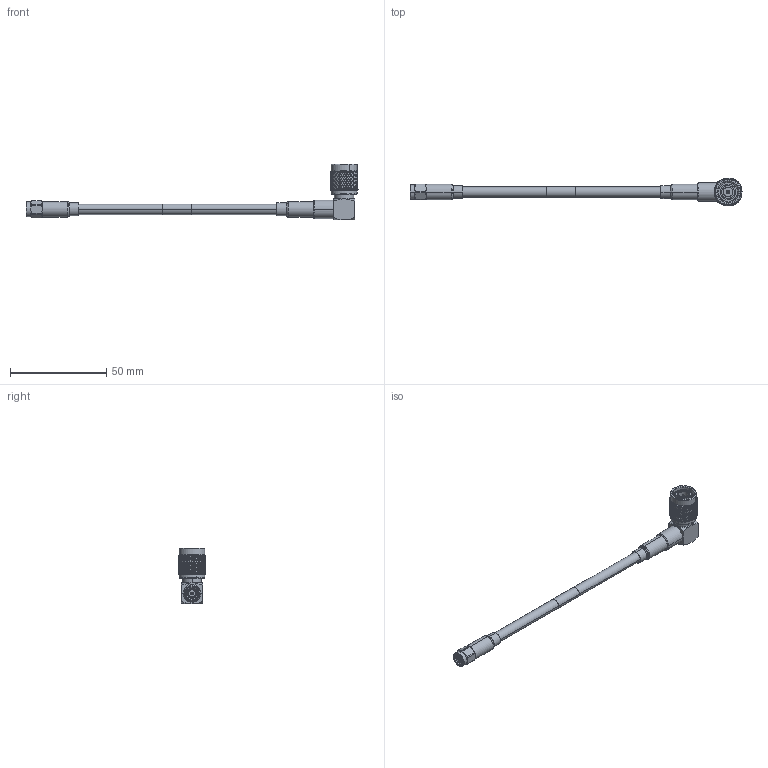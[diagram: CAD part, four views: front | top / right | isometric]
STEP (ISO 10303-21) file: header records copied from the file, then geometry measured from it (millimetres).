
FILE_DESCRIPTION (( 'STEP AP203' ), '1' );
FILE_NAME ('FMCA2730.STEP', '2022-03-09T17:49:26', ( '' ), ( '' ), 'SwSTEP 2.0', 'SolidWorks 2021', '' );
FILE_SCHEMA (( 'CONFIG_CONTROL_DESIGN' ));
Length unit declared in the file: millimetre
Products named in the file (8): SC7050-MA1; SC7050-MA3_SC7050 -RG223; SC4264_1; FMCA2730; RG223_with label; SC7050_SC7050 -RG223; SC7059-MA2; CA-240-MA1_.75" Long
Assembly tree (8 placements, depth 3):
  FMCA2730
    RG223_with label
    SC7050_SC7050 -RG223
      SC7050-MA1
      SC7059-MA2
      SC7050-MA3_SC7050 -RG223
    CA-240-MA1_.75" Long  x2
    SC4264_1
Bounding box: 172.81 x 14.5 x 29.1 mm (x, y, z)
Volume: 7955.1 mm3; surface area: 9319.8 mm2
Topology: 9 solids, 9 shells, 2800 faces, 5924 edges, 3160 vertices
Faces by surface type: bspline 2005, cylinder 624, cone 82, plane 73, torus 16
Entity records: 106092 total; most frequent: CARTESIAN_POINT 68302, ORIENTED_EDGE 11760, EDGE_CURVE 5880, VERTEX_POINT 3136, EDGE_LOOP 2808, FACE_OUTER_BOUND 2778, ADVANCED_FACE 2778, DIRECTION 2606
